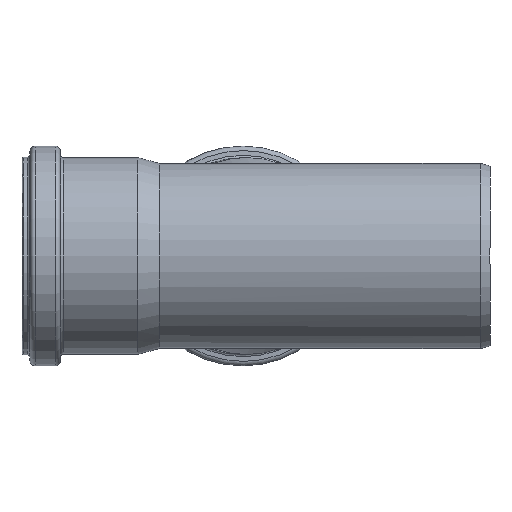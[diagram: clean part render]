
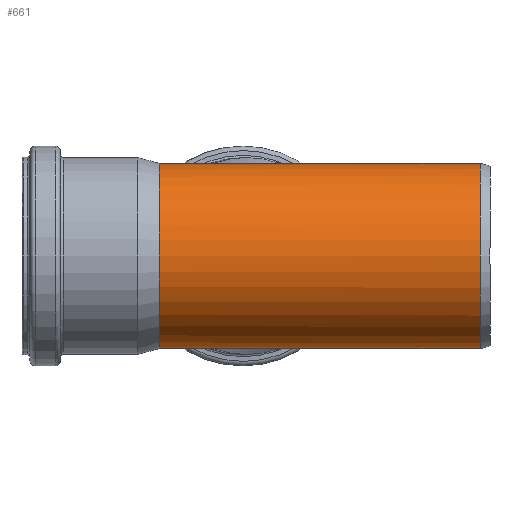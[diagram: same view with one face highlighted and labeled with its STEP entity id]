
A CAD part, left-side view. The second image highlights one B-rep face of the part: STEP entity #661.
In plain terms, the highlighted cylindrical face has radius 37.6 mm (diameter 75.2 mm), a full revolution.
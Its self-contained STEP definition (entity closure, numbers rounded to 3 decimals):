
#53=FACE_BOUND('',#248,.T.);
#110=CIRCLE('',#727,37.6);
#111=CIRCLE('',#728,37.6);
#165=CYLINDRICAL_SURFACE('',#726,37.6);
#187=FACE_OUTER_BOUND('',#247,.T.);
#247=EDGE_LOOP('',(#532));
#248=EDGE_LOOP('',(#533,#534,#535,#536,#537,#538));
#362=B_SPLINE_CURVE_WITH_KNOTS('',3,(#1224,#1225,#1226,#1227,#1228,#1229,
#1230,#1231,#1232,#1233),.UNSPECIFIED.,.F.,.F.,(4,2,2,2,4),(0.,0.016,
0.025,0.03,0.032),.UNSPECIFIED.);
#364=B_SPLINE_CURVE_WITH_KNOTS('',3,(#1243,#1244,#1245,#1246,#1247,#1248,
#1249,#1250,#1251,#1252),.UNSPECIFIED.,.F.,.F.,(4,2,2,2,4),(0.912,
0.914,0.93,0.951,1.006),
 .UNSPECIFIED.);
#366=ELLIPSE('',#718,55.133,37.6);
#369=ELLIPSE('',#721,55.133,37.6);
#371=ELLIPSE('',#723,52.718,37.6);
#374=VERTEX_POINT('',#1113);
#375=VERTEX_POINT('',#1114);
#380=VERTEX_POINT('',#1203);
#381=VERTEX_POINT('',#1223);
#382=VERTEX_POINT('',#1234);
#383=VERTEX_POINT('',#1298);
#384=VERTEX_POINT('',#1356);
#439=EDGE_CURVE('',#374,#375,#366,.T.);
#445=EDGE_CURVE('',#381,#380,#362,.T.);
#447=EDGE_CURVE('',#374,#382,#364,.T.);
#450=EDGE_CURVE('',#383,#380,#369,.T.);
#452=EDGE_CURVE('',#375,#383,#371,.T.);
#454=EDGE_CURVE('',#384,#384,#110,.T.);
#455=EDGE_CURVE('',#381,#382,#111,.T.);
#532=ORIENTED_EDGE('',*,*,#454,.T.);
#533=ORIENTED_EDGE('',*,*,#447,.T.);
#534=ORIENTED_EDGE('',*,*,#455,.F.);
#535=ORIENTED_EDGE('',*,*,#445,.T.);
#536=ORIENTED_EDGE('',*,*,#450,.F.);
#537=ORIENTED_EDGE('',*,*,#452,.F.);
#538=ORIENTED_EDGE('',*,*,#439,.F.);
#661=ADVANCED_FACE('',(#187,#53),#165,.T.);
#718=AXIS2_PLACEMENT_3D('',#1115,#839,#840);
#721=AXIS2_PLACEMENT_3D('',#1300,#845,#846);
#723=AXIS2_PLACEMENT_3D('',#1352,#849,#850);
#726=AXIS2_PLACEMENT_3D('',#1355,#855,#856);
#727=AXIS2_PLACEMENT_3D('',#1357,#857,#858);
#728=AXIS2_PLACEMENT_3D('',#1358,#859,#860);
#839=DIRECTION('center_axis',(0.731,-0.682,0.));
#840=DIRECTION('ref_axis',(0.682,0.731,0.));
#845=DIRECTION('center_axis',(0.731,-0.682,0.));
#846=DIRECTION('ref_axis',(0.682,0.731,0.));
#849=DIRECTION('center_axis',(0.701,0.713,0.));
#850=DIRECTION('ref_axis',(0.713,-0.701,0.));
#855=DIRECTION('center_axis',(0.,1.,0.));
#856=DIRECTION('ref_axis',(-1.,0.,0.));
#857=DIRECTION('center_axis',(0.,1.,0.));
#858=DIRECTION('ref_axis',(1.,0.,0.));
#859=DIRECTION('center_axis',(0.,1.,0.));
#860=DIRECTION('ref_axis',(1.,0.,0.));
#1113=CARTESIAN_POINT('',(34.836,134.158,14.149));
#1114=CARTESIAN_POINT('',(0.,96.8,37.6));
#1115=CARTESIAN_POINT('Origin',(0.,96.8,0.));
#1203=CARTESIAN_POINT('',(34.836,134.158,-14.149));
#1223=CARTESIAN_POINT('',(34.726,134.266,-14.417));
#1224=CARTESIAN_POINT('Ctrl Pts',(34.726,134.266,-14.417));
#1225=CARTESIAN_POINT('Ctrl Pts',(34.747,134.266,-14.366));
#1226=CARTESIAN_POINT('Ctrl Pts',(34.771,134.262,-14.309));
#1227=CARTESIAN_POINT('Ctrl Pts',(34.801,134.239,-14.235));
#1228=CARTESIAN_POINT('Ctrl Pts',(34.811,134.227,-14.21));
#1229=CARTESIAN_POINT('Ctrl Pts',(34.826,134.199,-14.175));
#1230=CARTESIAN_POINT('Ctrl Pts',(34.83,134.186,-14.163));
#1231=CARTESIAN_POINT('Ctrl Pts',(34.835,134.166,-14.152));
#1232=CARTESIAN_POINT('Ctrl Pts',(34.836,134.162,-14.151));
#1233=CARTESIAN_POINT('Ctrl Pts',(34.836,134.158,-14.149));
#1234=CARTESIAN_POINT('',(34.726,134.266,14.417));
#1243=CARTESIAN_POINT('Ctrl Pts',(34.836,134.158,14.149));
#1244=CARTESIAN_POINT('Ctrl Pts',(34.836,134.161,14.15));
#1245=CARTESIAN_POINT('Ctrl Pts',(34.835,134.164,14.151));
#1246=CARTESIAN_POINT('Ctrl Pts',(34.832,134.182,14.16));
#1247=CARTESIAN_POINT('Ctrl Pts',(34.827,134.194,14.171));
#1248=CARTESIAN_POINT('Ctrl Pts',(34.816,134.22,14.199));
#1249=CARTESIAN_POINT('Ctrl Pts',(34.808,134.23,14.217));
#1250=CARTESIAN_POINT('Ctrl Pts',(34.779,134.26,14.289));
#1251=CARTESIAN_POINT('Ctrl Pts',(34.752,134.266,14.355));
#1252=CARTESIAN_POINT('Ctrl Pts',(34.726,134.266,14.417));
#1298=CARTESIAN_POINT('',(0.,96.8,-37.6));
#1300=CARTESIAN_POINT('Origin',(0.,96.8,0.));
#1352=CARTESIAN_POINT('Origin',(0.,96.8,0.));
#1355=CARTESIAN_POINT('Origin',(0.,134.211,0.));
#1356=CARTESIAN_POINT('',(-37.6,4.,0.));
#1357=CARTESIAN_POINT('Origin',(0.,4.,
0.));
#1358=CARTESIAN_POINT('Origin',(0.,134.266,
0.));
